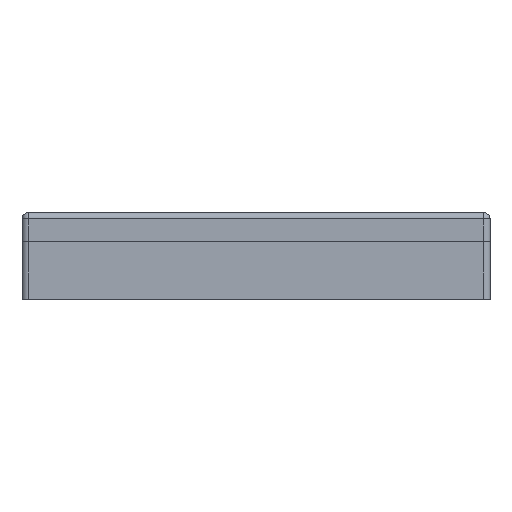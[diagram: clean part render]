
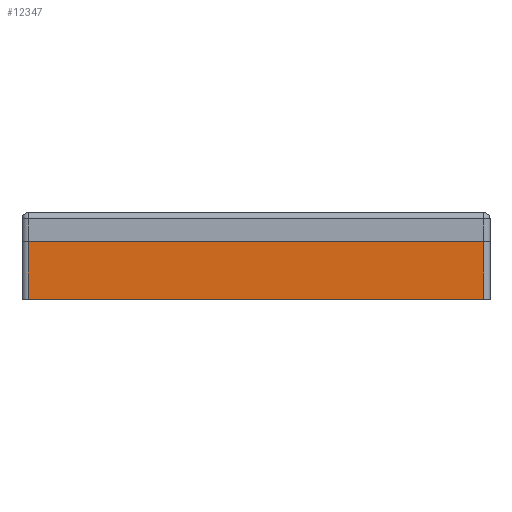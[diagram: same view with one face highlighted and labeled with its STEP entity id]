
A CAD part, front view. The second image highlights one B-rep face of the part: STEP entity #12347.
In plain terms, the highlighted planar face has unit normal (0, -1, 0).
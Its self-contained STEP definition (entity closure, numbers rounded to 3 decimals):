
#1638=FACE_OUTER_BOUND('',#2336,.T.);
#2336=EDGE_LOOP('',(#10943,#10944,#10945,#10946));
#2703=LINE('',#15305,#3873);
#3432=LINE('',#23331,#4602);
#3433=LINE('',#23334,#4603);
#3434=LINE('',#23335,#4604);
#3873=VECTOR('',#13277,10.);
#4602=VECTOR('',#14362,10.);
#4603=VECTOR('',#14365,10.);
#4604=VECTOR('',#14366,10.);
#4963=VERTEX_POINT('',#15302);
#4964=VERTEX_POINT('',#15304);
#5863=VERTEX_POINT('',#23329);
#5864=VERTEX_POINT('',#23333);
#6256=EDGE_CURVE('',#4963,#4964,#2703,.T.);
#7613=EDGE_CURVE('',#5863,#4963,#3432,.T.);
#7614=EDGE_CURVE('',#5864,#5863,#3433,.T.);
#7615=EDGE_CURVE('',#4964,#5864,#3434,.T.);
#10943=ORIENTED_EDGE('',*,*,#7613,.F.);
#10944=ORIENTED_EDGE('',*,*,#7614,.F.);
#10945=ORIENTED_EDGE('',*,*,#7615,.F.);
#10946=ORIENTED_EDGE('',*,*,#6256,.F.);
#11711=PLANE('',#12714);
#12347=ADVANCED_FACE('',(#1638),#11711,.T.);
#12714=AXIS2_PLACEMENT_3D('',#23332,#14363,#14364);
#13277=DIRECTION('',(1.,0.,0.));
#14362=DIRECTION('',(0.,0.,1.));
#14363=DIRECTION('center_axis',(0.,-1.,0.));
#14364=DIRECTION('ref_axis',(-1.,0.,0.));
#14365=DIRECTION('',(-1.,0.,0.));
#14366=DIRECTION('',(0.,0.,-1.));
#15302=CARTESIAN_POINT('',(-29.525,-181.53,12.5));
#15304=CARTESIAN_POINT('',(80.64,-181.53,12.5));
#15305=CARTESIAN_POINT('',(-31.025,-181.53,12.5));
#23329=CARTESIAN_POINT('',(-29.525,-181.53,-1.5));
#23331=CARTESIAN_POINT('',(-29.525,-181.53,0.));
#23332=CARTESIAN_POINT('Origin',(82.14,-181.53,0.));
#23333=CARTESIAN_POINT('',(80.64,-181.53,-1.5));
#23334=CARTESIAN_POINT('',(-31.025,-181.53,-1.5));
#23335=CARTESIAN_POINT('',(80.64,-181.53,0.));
